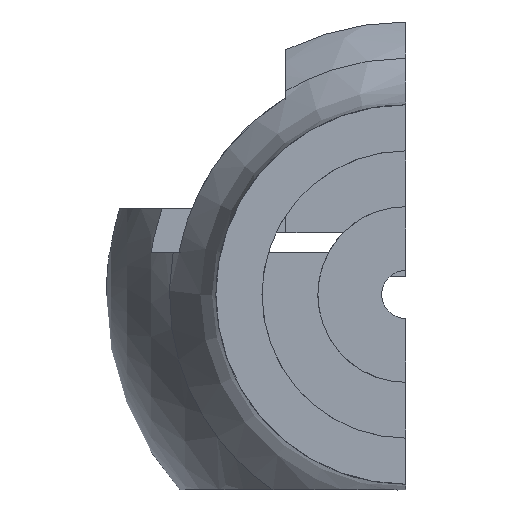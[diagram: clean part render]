
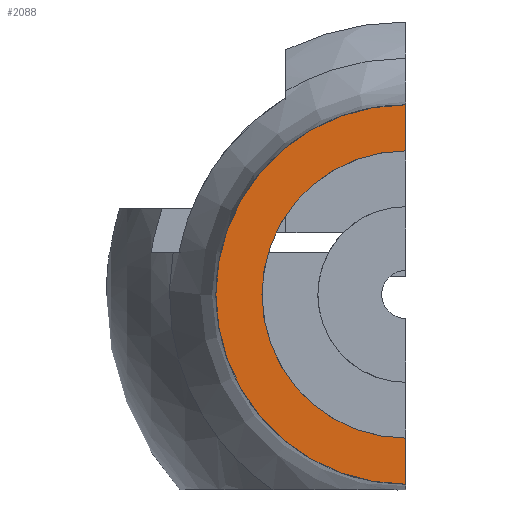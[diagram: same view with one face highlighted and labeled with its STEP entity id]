
A CAD part, left-side view. The second image highlights one B-rep face of the part: STEP entity #2088.
In plain terms, the highlighted planar face has unit normal (-1, 0, 0).
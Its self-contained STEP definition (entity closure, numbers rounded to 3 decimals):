
#93=PLANE('',#2234);
#189=FACE_OUTER_BOUND('',#300,.T.);
#300=EDGE_LOOP('',(#1540,#1541,#1542,#1543));
#453=LINE('',#3218,#690);
#454=LINE('',#3220,#691);
#690=VECTOR('',#2488,10.);
#691=VECTOR('',#2489,10.);
#885=CIRCLE('',#2233,23.775);
#886=CIRCLE('',#2235,18.);
#987=VERTEX_POINT('',#3211);
#988=VERTEX_POINT('',#3213);
#989=VERTEX_POINT('',#3217);
#990=VERTEX_POINT('',#3219);
#1203=EDGE_CURVE('',#987,#988,#885,.T.);
#1205=EDGE_CURVE('',#988,#989,#453,.T.);
#1206=EDGE_CURVE('',#990,#987,#454,.T.);
#1207=EDGE_CURVE('',#989,#990,#886,.T.);
#1540=ORIENTED_EDGE('',*,*,#1205,.F.);
#1541=ORIENTED_EDGE('',*,*,#1203,.F.);
#1542=ORIENTED_EDGE('',*,*,#1206,.F.);
#1543=ORIENTED_EDGE('',*,*,#1207,.F.);
#2088=ADVANCED_FACE('',(#189),#93,.F.);
#2233=AXIS2_PLACEMENT_3D('',#3214,#2483,#2484);
#2234=AXIS2_PLACEMENT_3D('',#3216,#2486,#2487);
#2235=AXIS2_PLACEMENT_3D('',#3221,#2490,#2491);
#2483=DIRECTION('center_axis',(1.,0.,0.));
#2484=DIRECTION('ref_axis',(0.,0.,-1.));
#2486=DIRECTION('center_axis',(1.,0.,0.));
#2487=DIRECTION('ref_axis',(0.,0.,-1.));
#2488=DIRECTION('',(0.,0.,-1.));
#2489=DIRECTION('',(0.,0.,-1.));
#2490=DIRECTION('center_axis',(-1.,0.,0.));
#2491=DIRECTION('ref_axis',(0.,0.,
1.));
#3211=CARTESIAN_POINT('',(-42.,0.,-23.775));
#3213=CARTESIAN_POINT('',(-42.,0.,23.775));
#3214=CARTESIAN_POINT('Origin',(-42.,0.,0.));
#3216=CARTESIAN_POINT('Origin',(-42.,11.887,0.));
#3217=CARTESIAN_POINT('',(-42.,0.,18.));
#3218=CARTESIAN_POINT('',(-42.,0.,23.775));
#3219=CARTESIAN_POINT('',(-42.,0.,-18.));
#3220=CARTESIAN_POINT('',(-42.,0.,-18.));
#3221=CARTESIAN_POINT('Origin',(-42.,0.,0.));
